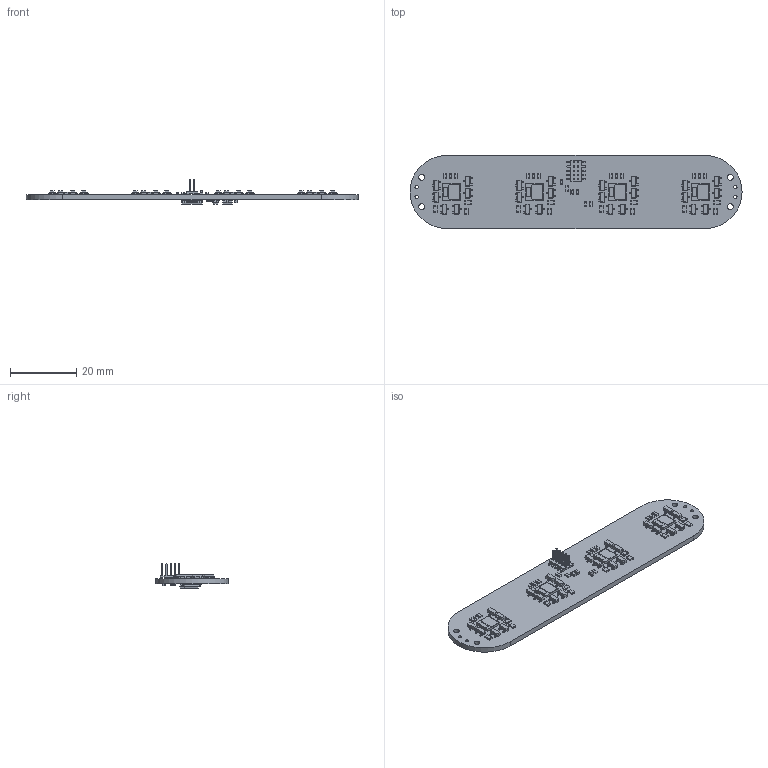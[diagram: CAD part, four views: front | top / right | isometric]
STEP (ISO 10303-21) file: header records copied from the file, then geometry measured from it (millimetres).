
FILE_DESCRIPTION(('KiCad electronic assembly'),'2;1');
FILE_NAME('AddressableLED.step','2020-04-04T17:59:48',('An Author'),( 'A Company'),'Open CASCADE STEP processor 6.9', 'KiCad to STEP converter','Unknown');
FILE_SCHEMA(('AUTOMOTIVE_DESIGN { 1 0 10303 214 1 1 1 1 }'));
Length unit declared in the file: millimetre
Products named in the file (18): Open CASCADE STEP translator 6.9 1; L1MC-RGB3080500_v2; COMPOUND; R_0603_1608Metric; SOLID; LED_0603_1608Metric; PinHeader_2x05_P1.27mm_Vertical_SMD; TSSOP-20_4.4x6.5mm_P0.65mm; SOT-23; C_0603_1608Metric; R_0805_2012Metric
Assembly tree (76 placements, depth 3):
  Open CASCADE STEP translator 6.9 1
    L1MC-RGB3080500_v2  x4
      COMPOUND
    R_0603_1608Metric  x18
      SOLID
    LED_0603_1608Metric
      SOLID
    PinHeader_2x05_P1.27mm_Vertical_SMD
      SOLID
    TSSOP-20_4.4x6.5mm_P0.65mm
      SOLID
    SOT-23  x26
      SOLID
    C_0603_1608Metric  x4
      SOLID
    R_0805_2012Metric  x12
      SOLID
    COMPOUND
Bounding box: 100 x 22 x 7.3 mm (x, y, z)
Volume: 3573.9 mm3; surface area: 6000.1 mm2
Topology: 88 solids, 88 shells, 3740 faces, 9204 edges, 5668 vertices
Faces by surface type: plane 2221, bspline 746, cylinder 741, cone 32
Full cylindrical faces by diameter (mm): 0.5 x1, 1 x4, 1.7 x4
Entity records: 59376 total; most frequent: CARTESIAN_POINT 10019, DIRECTION 8125, LINE 5583, VECTOR 5583, ORIENTED_EDGE 4304, PCURVE 4304, DEFINITIONAL_REPRESENTATION 4304, EDGE_CURVE 2152
